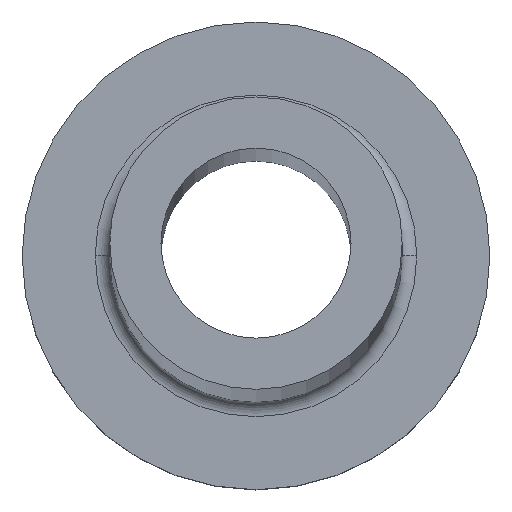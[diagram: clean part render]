
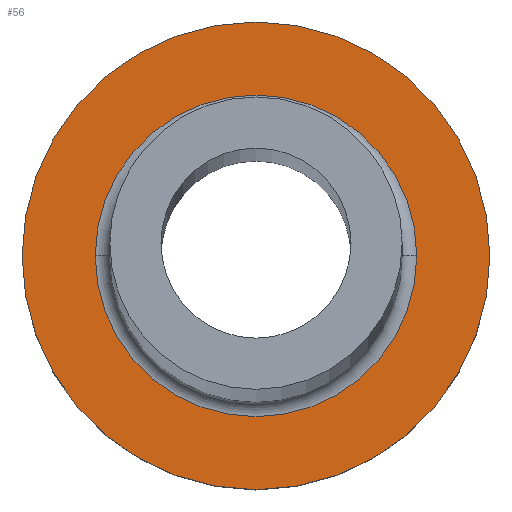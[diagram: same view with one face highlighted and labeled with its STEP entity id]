
A CAD part, top view. The second image highlights one B-rep face of the part: STEP entity #56.
In plain terms, the highlighted planar face has unit normal (0, 0, 1).
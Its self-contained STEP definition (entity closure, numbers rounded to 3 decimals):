
#2 = CIRCLE ( 'NONE', #316, 5.5 ) ;
#6 = DIRECTION ( 'NONE',  ( 0., 0., 1. ) ) ;
#21 = DIRECTION ( 'NONE',  ( 0., 0., 1. ) ) ;
#23 = CIRCLE ( 'NONE', #71, 8. ) ;
#30 = CARTESIAN_POINT ( 'NONE',  ( -5.5, 0., 5. ) ) ;
#37 = CARTESIAN_POINT ( 'NONE',  ( 0., 0., 5. ) ) ;
#44 = EDGE_LOOP ( 'NONE', ( #162, #184 ) ) ;
#50 = DIRECTION ( 'NONE',  ( 1., 0., 0. ) ) ;
#56 = ADVANCED_FACE ( 'NONE', ( #109, #85 ), #291, .T. ) ;
#62 = EDGE_LOOP ( 'NONE', ( #312, #363 ) ) ;
#69 = EDGE_CURVE ( 'NONE', #248, #194, #2, .T. ) ;
#71 = AXIS2_PLACEMENT_3D ( 'NONE', #259, #21, #139 ) ;
#85 = FACE_OUTER_BOUND ( 'NONE', #44, .T. ) ;
#91 = CARTESIAN_POINT ( 'NONE',  ( 8., 0., 5. ) ) ;
#109 = FACE_BOUND ( 'NONE', #62, .T. ) ;
#110 = EDGE_CURVE ( 'NONE', #194, #248, #301, .T. ) ;
#124 = DIRECTION ( 'NONE',  ( 1., 0., 0. ) ) ;
#139 = DIRECTION ( 'NONE',  ( 1., 0., 0. ) ) ;
#144 = CARTESIAN_POINT ( 'NONE',  ( 0., 0., 5. ) ) ;
#156 = EDGE_CURVE ( 'NONE', #343, #364, #23, .T. ) ;
#162 = ORIENTED_EDGE ( 'NONE', *, *, #356, .T. ) ;
#172 = DIRECTION ( 'NONE',  ( 0., 0., -1. ) ) ;
#177 = DIRECTION ( 'NONE',  ( 1., 0., 0. ) ) ;
#184 = ORIENTED_EDGE ( 'NONE', *, *, #156, .T. ) ;
#194 = VERTEX_POINT ( 'NONE', #260 ) ;
#202 = CARTESIAN_POINT ( 'NONE',  ( 0., 0., 5. ) ) ;
#203 = CARTESIAN_POINT ( 'NONE',  ( 0., 0., 5. ) ) ;
#239 = CARTESIAN_POINT ( 'NONE',  ( -8., 0., 5. ) ) ;
#242 = AXIS2_PLACEMENT_3D ( 'NONE', #203, #348, #256 ) ;
#248 = VERTEX_POINT ( 'NONE', #30 ) ;
#256 = DIRECTION ( 'NONE',  ( 1., 0., 0. ) ) ;
#259 = CARTESIAN_POINT ( 'NONE',  ( 0., 0., 5. ) ) ;
#260 = CARTESIAN_POINT ( 'NONE',  ( 5.5, 0., 5. ) ) ;
#286 = AXIS2_PLACEMENT_3D ( 'NONE', #37, #6, #124 ) ;
#288 = DIRECTION ( 'NONE',  ( 0., 0., -1. ) ) ;
#291 = PLANE ( 'NONE',  #242 ) ;
#301 = CIRCLE ( 'NONE', #351, 5.5 ) ;
#312 = ORIENTED_EDGE ( 'NONE', *, *, #110, .T. ) ;
#316 = AXIS2_PLACEMENT_3D ( 'NONE', #202, #288, #177 ) ;
#343 = VERTEX_POINT ( 'NONE', #91 ) ;
#348 = DIRECTION ( 'NONE',  ( 0., 0., 1. ) ) ;
#351 = AXIS2_PLACEMENT_3D ( 'NONE', #144, #172, #50 ) ;
#356 = EDGE_CURVE ( 'NONE', #364, #343, #379, .T. ) ;
#363 = ORIENTED_EDGE ( 'NONE', *, *, #69, .T. ) ;
#364 = VERTEX_POINT ( 'NONE', #239 ) ;
#379 = CIRCLE ( 'NONE', #286, 8. ) ;
